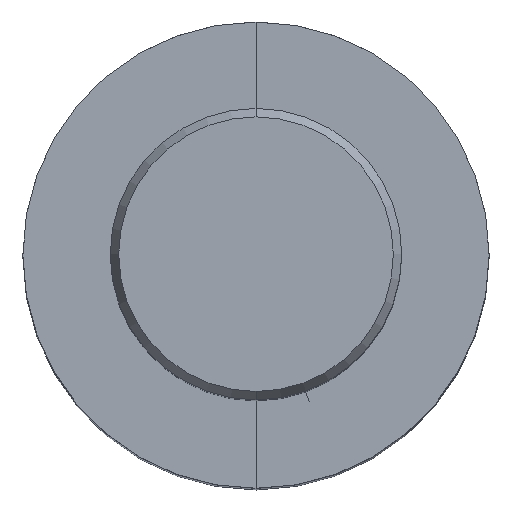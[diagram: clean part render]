
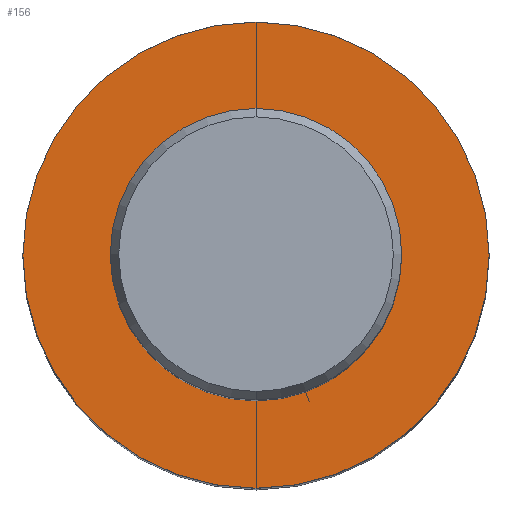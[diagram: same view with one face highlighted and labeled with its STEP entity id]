
A CAD part, top view. The second image highlights one B-rep face of the part: STEP entity #156.
In plain terms, the highlighted planar face has unit normal (0, 0, 1).
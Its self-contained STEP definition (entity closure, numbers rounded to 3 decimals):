
#106=EDGE_CURVE('',#150,#190,#263,.T.);
#114=VERTEX_POINT('',#271);
#150=VERTEX_POINT('',#311);
#156=ADVANCED_FACE('',(#318,#319),#320,.T.);
#158=VERTEX_POINT('',#322);
#166=EDGE_CURVE('',#158,#114,#330,.T.);
#170=EDGE_CURVE('',#190,#150,#334,.T.);
#190=VERTEX_POINT('',#359);
#206=EDGE_CURVE('',#114,#158,#378,.T.);
#263=CIRCLE('',#432,15.875);
#271=CARTESIAN_POINT('',(0.,-25.395,-63.49));
#311=CARTESIAN_POINT('',(0.0,15.875,-63.49));
#318=FACE_OUTER_BOUND('',#496,.T.);
#319=FACE_BOUND('',#497,.T.);
#320=PLANE('',#498);
#322=CARTESIAN_POINT('',(0.0,25.395,-63.49));
#330=CIRCLE('',#513,25.395);
#334=CIRCLE('',#519,15.875);
#359=CARTESIAN_POINT('',(0.,-15.875,-63.49));
#378=CIRCLE('',#575,25.395);
#432=AXIS2_PLACEMENT_3D('',#627,#628,#629);
#496=EDGE_LOOP('',(#678,#679));
#497=EDGE_LOOP('',(#680,#681));
#498=AXIS2_PLACEMENT_3D('',#682,#683,#684);
#513=AXIS2_PLACEMENT_3D('',#692,#693,#694);
#519=AXIS2_PLACEMENT_3D('',#698,#699,#700);
#575=AXIS2_PLACEMENT_3D('',#768,#769,#770);
#627=CARTESIAN_POINT('',(0.0,0.0,-63.49));
#628=DIRECTION('',(0.0,0.0,-1.0));
#629=DIRECTION('',(0.0,1.0,0.0));
#678=ORIENTED_EDGE('',*,*,#166,.F.);
#679=ORIENTED_EDGE('',*,*,#206,.F.);
#680=ORIENTED_EDGE('',*,*,#106,.T.);
#681=ORIENTED_EDGE('',*,*,#170,.T.);
#682=CARTESIAN_POINT('',(0.0,20.635,-63.49));
#683=DIRECTION('',(-0.0,0.0,1.0));
#684=DIRECTION('',(0.0,-1.0,0.0));
#692=CARTESIAN_POINT('',(0.0,0.0,-63.49));
#693=DIRECTION('',(0.0,0.0,-1.0));
#694=DIRECTION('',(0.0,1.0,0.0));
#698=CARTESIAN_POINT('',(0.0,0.0,-63.49));
#699=DIRECTION('',(0.0,0.0,-1.0));
#700=DIRECTION('',(0.0,1.0,0.0));
#768=CARTESIAN_POINT('',(0.0,0.0,-63.49));
#769=DIRECTION('',(0.0,0.0,-1.0));
#770=DIRECTION('',(0.0,1.0,0.0));
